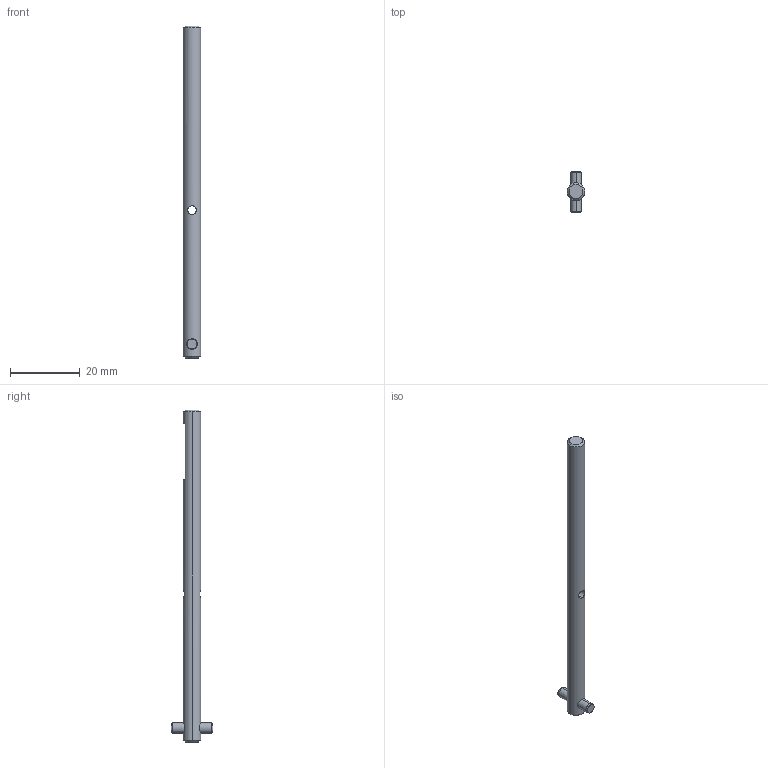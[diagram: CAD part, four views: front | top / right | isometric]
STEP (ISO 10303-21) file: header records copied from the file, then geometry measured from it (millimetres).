
FILE_DESCRIPTION (( 'STEP AP214' ), '1' );
FILE_NAME ('Locking Pin Assembled.step', '2019-11-11T12:52:28', ( '' ), ( '' ), 'SwSTEP 2.0', 'SolidWorks 2019', '' );
FILE_SCHEMA (( 'AUTOMOTIVE_DESIGN' ));
Length unit declared in the file: millimetre
Products named in the file (4): socket set screw flat point_bsi_BS 4168-2 - M3 x 2-N; Locking Pin Assembled; dowel_pin_3mm_d_12mm_l_91585A371; Locking Pin
Assembly tree (3 placements, depth 2):
  Locking Pin Assembled
    Locking Pin
    dowel_pin_3mm_d_12mm_l_91585A371
    socket set screw flat point_bsi_BS 4168-2 - M3 x 2-N
Bounding box: 5 x 12 x 95 mm (x, y, z)
Volume: 1869.7 mm3; surface area: 1745.8 mm2
Topology: 3 solids, 3 shells, 40 faces, 87 edges, 54 vertices
Faces by surface type: plane 16, cylinder 12, cone 12
Entity records: 1497 total; most frequent: CARTESIAN_POINT 415, DIRECTION 195, ORIENTED_EDGE 174, EDGE_CURVE 87, AXIS2_PLACEMENT_3D 74, VERTEX_POINT 54, VECTOR 47, LINE 47
